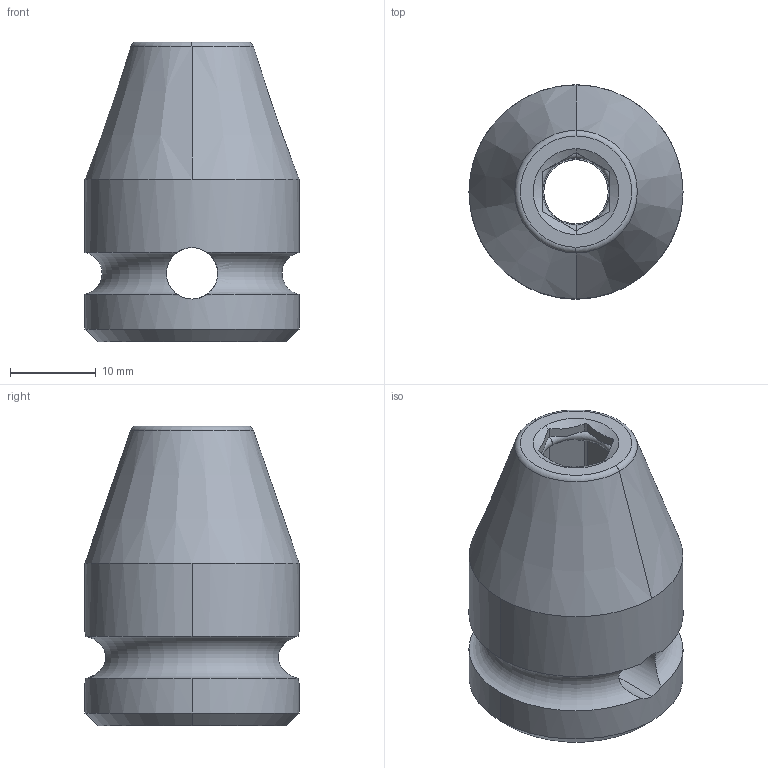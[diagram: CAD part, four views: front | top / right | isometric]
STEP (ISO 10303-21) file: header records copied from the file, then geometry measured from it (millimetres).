
FILE_DESCRIPTION((''),'2;1');
FILE_NAME('4027133501','2023-09-01T09:38:28',('a00565553'),(''),'CREO PARAMETRIC BY PTC INC, 2022414','CREO PARAMETRIC BY PTC INC, 2022414','');
FILE_SCHEMA(('CONFIG_CONTROL_DESIGN','GEOMETRIC_VALIDATION_PROPERTIES_MIM'));
Length unit declared in the file: millimetre
Products named in the file (1): 4027133501
Bounding box: 25 x 25 x 35 mm (x, y, z)
Volume: 9689.9 mm3; surface area: 4398.4 mm2
Topology: 1 solids, 1 shells, 68 faces, 189 edges, 122 vertices
Faces by surface type: cylinder 27, plane 25, cone 10, torus 6
Entity records: 2612 total; most frequent: CARTESIAN_POINT 762, ORIENTED_EDGE 378, DIRECTION 356, EDGE_CURVE 189, AXIS2_PLACEMENT_3D 144, VERTEX_POINT 122, CIRCLE 76, EDGE_LOOP 73
